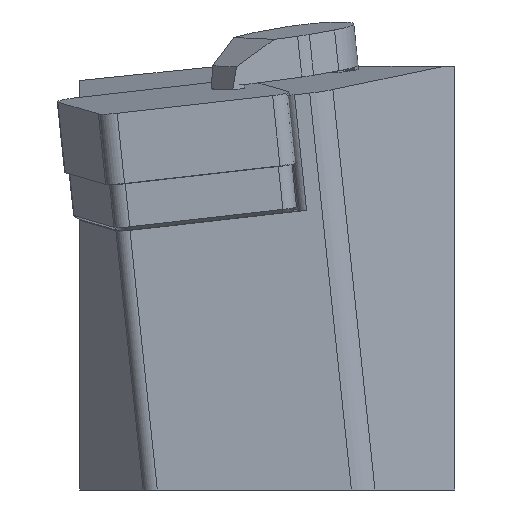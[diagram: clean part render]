
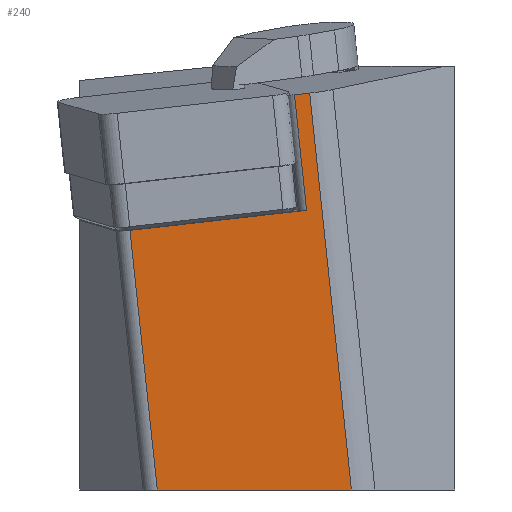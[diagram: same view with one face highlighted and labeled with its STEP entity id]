
A CAD part, left-side view. The second image highlights one B-rep face of the part: STEP entity #240.
In plain terms, the highlighted planar face has unit normal (-0.992, -0.087, -0.096).
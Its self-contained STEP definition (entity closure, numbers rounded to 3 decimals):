
#240=ADVANCED_FACE('',(#350),#289,.T.);
#289=PLANE('',#1498);
#350=FACE_OUTER_BOUND('',#417,.T.);
#417=EDGE_LOOP('',(#679,#680,#681,#682,#683,#684));
#679=ORIENTED_EDGE('',*,*,#1072,.F.);
#680=ORIENTED_EDGE('',*,*,#1064,.F.);
#681=ORIENTED_EDGE('',*,*,#1079,.F.);
#682=ORIENTED_EDGE('',*,*,#1080,.T.);
#683=ORIENTED_EDGE('',*,*,#1077,.T.);
#684=ORIENTED_EDGE('',*,*,#1081,.F.);
#901=VERTEX_POINT('',#2145);
#902=VERTEX_POINT('',#2147);
#907=VERTEX_POINT('',#2159);
#912=VERTEX_POINT('',#2172);
#913=VERTEX_POINT('',#2174);
#914=VERTEX_POINT('',#2178);
#1064=EDGE_CURVE('',#901,#902,#1220,.T.);
#1072=EDGE_CURVE('',#902,#907,#1225,.T.);
#1077=EDGE_CURVE('',#913,#912,#1228,.T.);
#1079=EDGE_CURVE('',#914,#901,#1229,.T.);
#1080=EDGE_CURVE('',#914,#913,#1230,.T.);
#1081=EDGE_CURVE('',#907,#912,#1231,.T.);
#1220=LINE('',#2146,#1361);
#1225=LINE('',#2162,#1366);
#1228=LINE('',#2173,#1369);
#1229=LINE('',#2177,#1370);
#1230=LINE('',#2179,#1371);
#1231=LINE('',#2180,#1372);
#1361=VECTOR('',#1764,1.);
#1366=VECTOR('',#1777,1.);
#1369=VECTOR('',#1788,1.);
#1370=VECTOR('',#1793,1.);
#1371=VECTOR('',#1794,1.);
#1372=VECTOR('',#1795,1.);
#1498=AXIS2_PLACEMENT_3D('',#2181,#1796,#1797);
#1764=DIRECTION('',(0.076,-0.991,0.112));
#1777=DIRECTION('',(-0.105,0.104,0.989));
#1788=DIRECTION('',(-0.105,0.104,0.989));
#1793=DIRECTION('',(-0.105,0.104,0.989));
#1794=DIRECTION('',(0.088,-0.996,0.));
#1795=DIRECTION('',(0.076,-0.991,0.112));
#1796=DIRECTION('',(-0.992,-0.087,-0.096));
#1797=DIRECTION('',(-0.096,0.,0.995));
#2145=CARTESIAN_POINT('',(-197.116,6.372,5.115));
#2146=CARTESIAN_POINT('',(-197.116,6.372,5.115));
#2147=CARTESIAN_POINT('',(-195.299,-17.173,7.782));
#2159=CARTESIAN_POINT('',(-196.926,-15.554,23.182));
#2162=CARTESIAN_POINT('',(-197.952,-14.534,32.885));
#2172=CARTESIAN_POINT('',(-196.769,-17.586,23.412));
#2173=CARTESIAN_POINT('',(-238.975,24.389,422.774));
#2174=CARTESIAN_POINT('',(-191.177,-23.147,-29.5));
#2177=CARTESIAN_POINT('',(-240.949,49.965,419.877));
#2178=CARTESIAN_POINT('',(-193.458,2.734,-29.5));
#2179=CARTESIAN_POINT('',(-190.038,-36.074,-29.5));
#2180=CARTESIAN_POINT('',(-195.346,-36.023,25.5));
#2181=CARTESIAN_POINT('',(-240.949,49.965,419.877));
